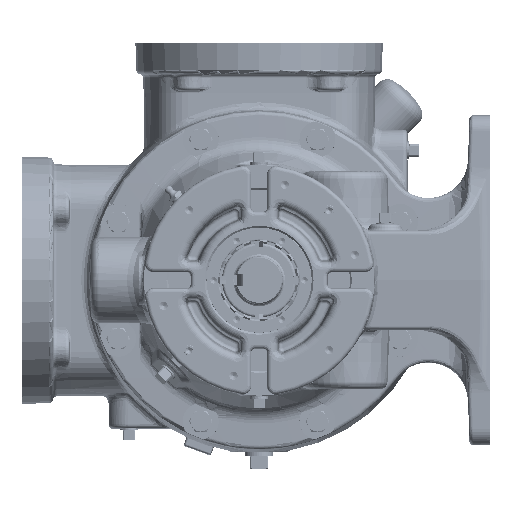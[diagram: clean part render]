
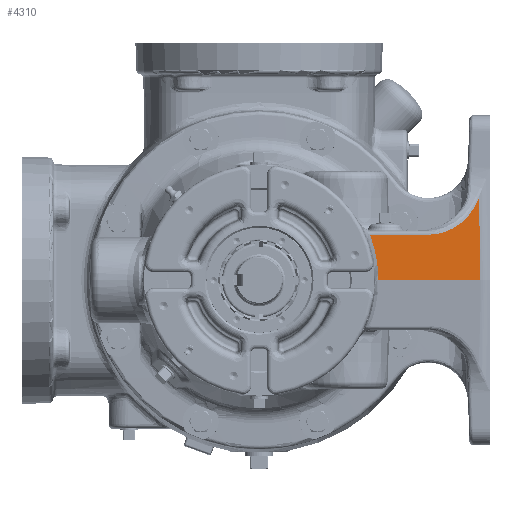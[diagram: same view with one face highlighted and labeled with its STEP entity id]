
A CAD part, left-side view. The second image highlights one B-rep face of the part: STEP entity #4310.
In plain terms, the highlighted planar face has unit normal (-0.642, -0.766, 0.035).
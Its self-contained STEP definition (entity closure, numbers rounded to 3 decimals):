
#4310 = ADVANCED_FACE ( 'Defeatured_0_4848', ( #90620 ), #238542, .T. ) ;
#6328 = CARTESIAN_POINT ( 'NONE',  ( -251.307, -85.435, 35.158 ) ) ;
#11804 = CARTESIAN_POINT ( 'NONE',  ( -245.542, -91.876, 0. ) ) ;
#24763 = CARTESIAN_POINT ( 'NONE',  ( -149.757, -169.359, 63.389 ) ) ;
#37769 = CARTESIAN_POINT ( 'NONE',  ( -251.307, -85.435, 35.158 ) ) ;
#39609 = CARTESIAN_POINT ( 'NONE',  ( -176.835, -147.926, 35.158 ) ) ;
#51642 = ORIENTED_EDGE ( 'NONE', *, *, #138478, .T. ) ;
#66971 = VECTOR ( 'NONE', #138069, 1000. ) ;
#89709 = CARTESIAN_POINT ( 'NONE',  ( -197.121, -130.903, 35.158 ) ) ;
#90620 = FACE_OUTER_BOUND ( 'NONE', #168722, .T. ) ;
#97882 = EDGE_CURVE ( 'NONE', #192519, #200405, #313447, .T. ) ;
#97918 = CARTESIAN_POINT ( 'NONE',  ( -159.408, -162.074, 45.545 ) ) ;
#100315 = DIRECTION ( 'NONE',  ( 0.035, 0.016, 0.999 ) ) ;
#108162 = CARTESIAN_POINT ( 'NONE',  ( -149.757, -169.359, 63.389 ) ) ;
#109112 = EDGE_CURVE ( 'NONE', #260743, #282429, #297625, .T. ) ;
#117645 = CARTESIAN_POINT ( 'NONE',  ( -136.924, -183.017, 0. ) ) ;
#118918 = CARTESIAN_POINT ( 'NONE',  ( -136.924, -183.017, 0. ) ) ;
#120214 = VERTEX_POINT ( 'NONE', #173200 ) ;
#124219 = CARTESIAN_POINT ( 'NONE',  ( -148.925, -168.971, 87.223 ) ) ;
#138069 = DIRECTION ( 'NONE',  ( 0.766, -0.643, 0. ) ) ;
#138257 = CARTESIAN_POINT ( 'NONE',  ( -197.121, -130.903, 35.158 ) ) ;
#138478 = EDGE_CURVE ( 'NONE', #200405, #120214, #308246, .T. ) ;
#160277 = CARTESIAN_POINT ( 'NONE',  ( -246.892, -89.654, 23.882 ) ) ;
#161701 = ORIENTED_EDGE ( 'NONE', *, *, #109112, .T. ) ;
#162346 = LINE ( 'NONE', #167053, #183417 ) ;
#167053 = CARTESIAN_POINT ( 'NONE',  ( -136.135, -182.077, 35.158 ) ) ;
#168722 = EDGE_LOOP ( 'NONE', ( #208783, #277820, #51642, #246538, #161701 ) ) ;
#168877 = LINE ( 'NONE', #124219, #199648 ) ;
#173200 = CARTESIAN_POINT ( 'NONE',  ( -151.971, -170.391, 0. ) ) ;
#183417 = VECTOR ( 'NONE', #240201, 1000. ) ;
#192519 = VERTEX_POINT ( 'NONE', #6328 ) ;
#199648 = VECTOR ( 'NONE', #100315, 1000. ) ;
#200405 = VERTEX_POINT ( 'NONE', #11804 ) ;
#208783 = ORIENTED_EDGE ( 'NONE', *, *, #232929, .T. ) ;
#232929 = EDGE_CURVE ( 'NONE', #282429, #192519, #162346, .T. ) ;
#238542 = PLANE ( 'NONE',  #273732 ) ;
#240201 = DIRECTION ( 'NONE',  ( -0.766, 0.643, 0. ) ) ;
#246538 = ORIENTED_EDGE ( 'NONE', *, *, #309848, .T. ) ;
#251012 = CARTESIAN_POINT ( 'NONE',  ( -245.542, -91.876, 0. ) ) ;
#252575 = CARTESIAN_POINT ( 'NONE',  ( -244.95, -91.824, 12.04 ) ) ;
#260743 = VERTEX_POINT ( 'NONE', #108162 ) ;
#260867 = DIRECTION ( 'NONE',  ( 0.766, -0.643, 0. ) ) ;
#273732 = AXIS2_PLACEMENT_3D ( 'NONE', #117645, #289455, #260867 ) ;
#277820 = ORIENTED_EDGE ( 'NONE', *, *, #97882, .T. ) ;
#282429 = VERTEX_POINT ( 'NONE', #89709 ) ;
#289455 = DIRECTION ( 'NONE',  ( -0.642, -0.766, 0.035 ) ) ;
#297625 =( BOUNDED_CURVE ( )  B_SPLINE_CURVE ( 3, ( #24763, #97918, #39609, #138257 ),
 .UNSPECIFIED., .F., .F. ) 
 B_SPLINE_CURVE_WITH_KNOTS ( ( 4, 4 ),
 ( 3.583, 4.658 ),
 .UNSPECIFIED. ) 
 CURVE ( )  GEOMETRIC_REPRESENTATION_ITEM ( )  RATIONAL_B_SPLINE_CURVE ( ( 1., 0.906, 0.906, 1. ) ) 
 REPRESENTATION_ITEM ( '' )  );
#308246 = LINE ( 'NONE', #118918, #66971 ) ;
#309848 = EDGE_CURVE ( 'NONE', #120214, #260743, #168877, .T. ) ;
#313447 =( BOUNDED_CURVE ( )  B_SPLINE_CURVE ( 3, ( #37769, #160277, #252575, #251012 ),
 .UNSPECIFIED., .F., .F. ) 
 B_SPLINE_CURVE_WITH_KNOTS ( ( 4, 4 ),
 ( 2.829, 3.183 ),
 .UNSPECIFIED. ) 
 CURVE ( )  GEOMETRIC_REPRESENTATION_ITEM ( )  RATIONAL_B_SPLINE_CURVE ( ( 1., 0.99, 0.99, 1. ) ) 
 REPRESENTATION_ITEM ( '' )  );
